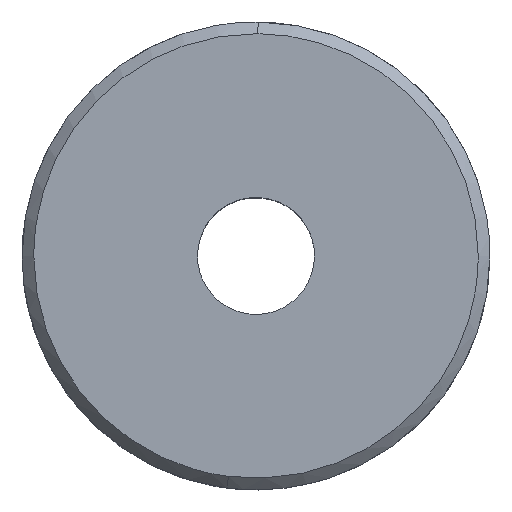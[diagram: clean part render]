
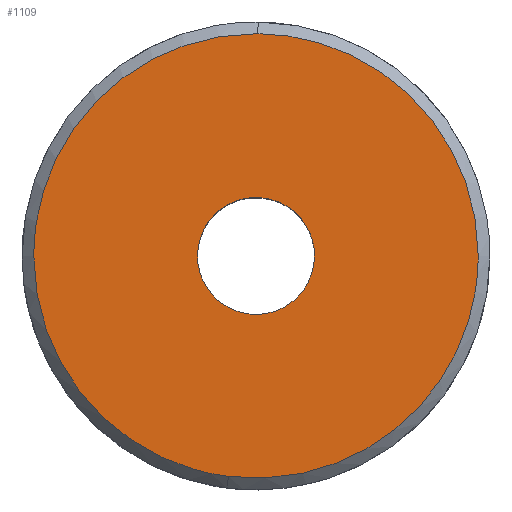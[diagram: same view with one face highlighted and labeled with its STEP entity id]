
A CAD part, top view. The second image highlights one B-rep face of the part: STEP entity #1109.
In plain terms, the highlighted free-form (B-spline) face has degree [1, 1] with [2, 2] control points.
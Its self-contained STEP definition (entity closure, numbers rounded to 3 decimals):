
#79=CARTESIAN_POINT('',(-1.179,-9.427,11.5));
#80=VERTEX_POINT('',#79);
#86=CARTESIAN_POINT('',(-9.5,0.0,11.5));
#87=VERTEX_POINT('',#86);
#88=CARTESIAN_POINT('',(-9.5,0.0,11.5));
#89=CARTESIAN_POINT('',(-9.5,-8.386,11.5));
#90=CARTESIAN_POINT('',(-1.179,-9.427,11.5));
#98=(BOUNDED_CURVE()B_SPLINE_CURVE(2,(#88,#89,#90),.UNSPECIFIED.,.F.,.U.)B_SPLINE_CURVE_WITH_KNOTS((3,3),(0.5,0.729),.UNSPECIFIED.)CURVE()GEOMETRIC_REPRESENTATION_ITEM()RATIONAL_B_SPLINE_CURVE((1.0,0.732,0.954))REPRESENTATION_ITEM(''));
#99=EDGE_CURVE('',#87,#80,#98,.T.);
#101=CARTESIAN_POINT('',(0.083,9.5,11.5));
#102=VERTEX_POINT('',#101);
#103=CARTESIAN_POINT('',(0.083,9.5,11.5));
#104=CARTESIAN_POINT('',(0.041,9.5,11.5));
#105=CARTESIAN_POINT('',(0.0,9.5,11.5));
#106=CARTESIAN_POINT('',(-9.5,9.5,11.5));
#107=CARTESIAN_POINT('',(-9.5,0.0,11.5));
#115=(BOUNDED_CURVE()B_SPLINE_CURVE(2,(#103,#104,#105,#106,#107),.UNSPECIFIED.,.F.,.U.)B_SPLINE_CURVE_WITH_KNOTS((3,2,3),(0.248,0.25,0.5),.UNSPECIFIED.)CURVE()GEOMETRIC_REPRESENTATION_ITEM()RATIONAL_B_SPLINE_CURVE((0.996,0.998,1.0,0.707,1.0))REPRESENTATION_ITEM(''));
#116=EDGE_CURVE('',#102,#87,#115,.T.);
#226=CARTESIAN_POINT('',(9.5,0.0,11.5));
#227=VERTEX_POINT('',#226);
#228=CARTESIAN_POINT('',(9.5,0.0,11.5));
#229=CARTESIAN_POINT('',(9.5,9.417,11.5));
#230=CARTESIAN_POINT('',(0.083,9.5,11.5));
#238=(BOUNDED_CURVE()B_SPLINE_CURVE(2,(#228,#229,#230),.UNSPECIFIED.,.F.,.U.)B_SPLINE_CURVE_WITH_KNOTS((3,3),(0.0,0.248),.UNSPECIFIED.)CURVE()GEOMETRIC_REPRESENTATION_ITEM()RATIONAL_B_SPLINE_CURVE((1.0,0.709,0.996))REPRESENTATION_ITEM(''));
#239=EDGE_CURVE('',#227,#102,#238,.T.);
#241=CARTESIAN_POINT('',(-1.179,-9.427,11.5));
#242=CARTESIAN_POINT('',(-0.592,-9.5,11.5));
#243=CARTESIAN_POINT('',(0.0,-9.5,11.5));
#244=CARTESIAN_POINT('',(9.5,-9.5,11.5));
#245=CARTESIAN_POINT('',(9.5,0.0,11.5));
#253=(BOUNDED_CURVE()B_SPLINE_CURVE(2,(#241,#242,#243,#244,#245),.UNSPECIFIED.,.F.,.U.)B_SPLINE_CURVE_WITH_KNOTS((3,2,3),(0.729,0.75,1.0),.UNSPECIFIED.)CURVE()GEOMETRIC_REPRESENTATION_ITEM()RATIONAL_B_SPLINE_CURVE((0.954,0.975,1.0,0.707,1.0))REPRESENTATION_ITEM(''));
#254=EDGE_CURVE('',#80,#227,#253,.T.);
#712=CARTESIAN_POINT('',(0.196,-2.492,11.5));
#713=VERTEX_POINT('',#712);
#719=CARTESIAN_POINT('',(2.5,0.0,11.5));
#720=VERTEX_POINT('',#719);
#721=CARTESIAN_POINT('',(2.5,0.0,11.5));
#722=CARTESIAN_POINT('',(2.5,-2.311,11.5));
#723=CARTESIAN_POINT('',(0.196,-2.492,11.5));
#731=(BOUNDED_CURVE()B_SPLINE_CURVE(2,(#721,#722,#723),.UNSPECIFIED.,.F.,.U.)B_SPLINE_CURVE_WITH_KNOTS((3,3),(0.0,0.236),.UNSPECIFIED.)CURVE()GEOMETRIC_REPRESENTATION_ITEM()RATIONAL_B_SPLINE_CURVE((1.0,0.723,0.97))REPRESENTATION_ITEM(''));
#732=EDGE_CURVE('',#720,#713,#731,.T.);
#734=CARTESIAN_POINT('',(-0.196,2.492,11.5));
#735=VERTEX_POINT('',#734);
#736=CARTESIAN_POINT('',(-0.196,2.492,11.5));
#737=CARTESIAN_POINT('',(-0.098,2.5,11.5));
#738=CARTESIAN_POINT('',(0.0,2.5,11.5));
#739=CARTESIAN_POINT('',(2.5,2.5,11.5));
#740=CARTESIAN_POINT('',(2.5,0.0,11.5));
#748=(BOUNDED_CURVE()B_SPLINE_CURVE(2,(#736,#737,#738,#739,#740),.UNSPECIFIED.,.F.,.U.)B_SPLINE_CURVE_WITH_KNOTS((3,2,3),(0.736,0.75,1.0),.UNSPECIFIED.)CURVE()GEOMETRIC_REPRESENTATION_ITEM()RATIONAL_B_SPLINE_CURVE((0.97,0.984,1.0,0.707,1.0))REPRESENTATION_ITEM(''));
#749=EDGE_CURVE('',#735,#720,#748,.T.);
#825=CARTESIAN_POINT('',(-2.5,0.0,11.5));
#826=VERTEX_POINT('',#825);
#827=CARTESIAN_POINT('',(-2.5,0.0,11.5));
#828=CARTESIAN_POINT('',(-2.5,2.311,11.5));
#829=CARTESIAN_POINT('',(-0.196,2.492,11.5));
#837=(BOUNDED_CURVE()B_SPLINE_CURVE(2,(#827,#828,#829),.UNSPECIFIED.,.F.,.U.)B_SPLINE_CURVE_WITH_KNOTS((3,3),(0.5,0.736),.UNSPECIFIED.)CURVE()GEOMETRIC_REPRESENTATION_ITEM()RATIONAL_B_SPLINE_CURVE((1.0,0.723,0.97))REPRESENTATION_ITEM(''));
#838=EDGE_CURVE('',#826,#735,#837,.T.);
#840=CARTESIAN_POINT('',(0.196,-2.492,11.5));
#841=CARTESIAN_POINT('',(0.098,-2.5,11.5));
#842=CARTESIAN_POINT('',(0.0,-2.5,11.5));
#843=CARTESIAN_POINT('',(-2.5,-2.5,11.5));
#844=CARTESIAN_POINT('',(-2.5,0.0,11.5));
#852=(BOUNDED_CURVE()B_SPLINE_CURVE(2,(#840,#841,#842,#843,#844),.UNSPECIFIED.,.F.,.U.)B_SPLINE_CURVE_WITH_KNOTS((3,2,3),(0.236,0.25,0.5),.UNSPECIFIED.)CURVE()GEOMETRIC_REPRESENTATION_ITEM()RATIONAL_B_SPLINE_CURVE((0.97,0.984,1.0,0.707,1.0))REPRESENTATION_ITEM(''));
#853=EDGE_CURVE('',#713,#826,#852,.T.);
#1092=CARTESIAN_POINT('',(-10.449,-10.448,11.5));
#1093=CARTESIAN_POINT('',(10.449,-10.448,11.5));
#1094=CARTESIAN_POINT('',(-10.449,10.449,11.5));
#1095=CARTESIAN_POINT('',(10.449,10.449,11.5));
#1096=B_SPLINE_SURFACE_WITH_KNOTS('',1,1,((#1092,#1094),(#1093,#1095)),.UNSPECIFIED.,.F.,.F.,.U.,(2,2),(2,2),(0.0,20.898),(0.0,20.897),.UNSPECIFIED.);
#1097=ORIENTED_EDGE('',*,*,#239,.T.);
#1098=ORIENTED_EDGE('',*,*,#116,.T.);
#1099=ORIENTED_EDGE('',*,*,#99,.T.);
#1100=ORIENTED_EDGE('',*,*,#254,.T.);
#1101=EDGE_LOOP('',(#1097,#1098,#1099,#1100));
#1102=FACE_OUTER_BOUND('',#1101,.T.);
#1103=ORIENTED_EDGE('',*,*,#838,.T.);
#1104=ORIENTED_EDGE('',*,*,#749,.T.);
#1105=ORIENTED_EDGE('',*,*,#732,.T.);
#1106=ORIENTED_EDGE('',*,*,#853,.T.);
#1107=EDGE_LOOP('',(#1103,#1104,#1105,#1106));
#1108=FACE_BOUND('',#1107,.T.);
#1109=ADVANCED_FACE('',(#1102,#1108),#1096,.T.);
